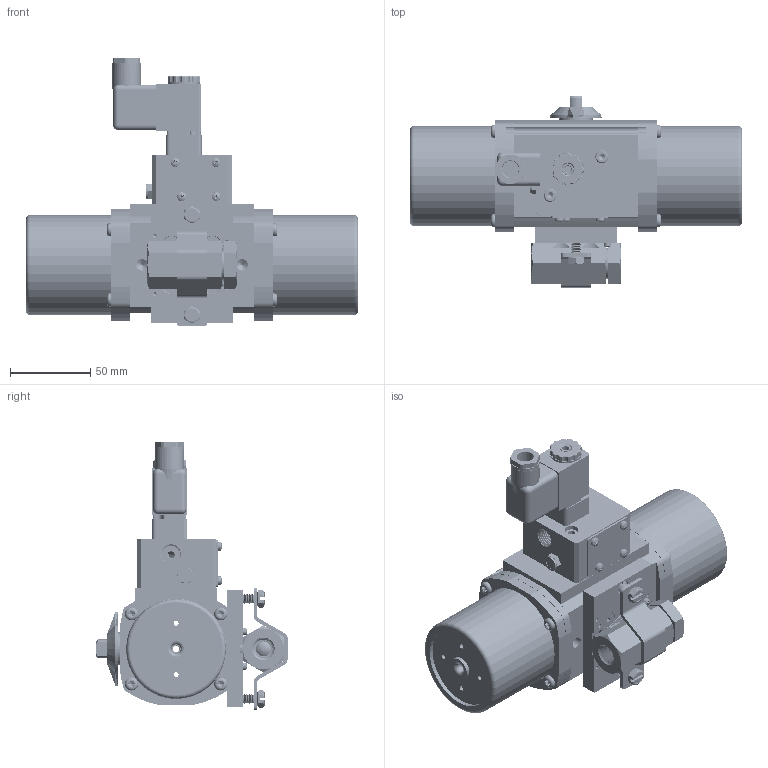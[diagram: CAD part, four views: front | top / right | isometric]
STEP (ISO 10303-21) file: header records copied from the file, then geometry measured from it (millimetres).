
FILE_DESCRIPTION (( 'STEP AP203' ), '1' );
FILE_NAME ('84MXXA512SR3GPDS.step', '2018-05-01T11:16:02', ( '' ), ( '' ), 'SwSTEP 2.0', 'SolidWorks 2017', '' );
FILE_SCHEMA (( 'CONFIG_CONTROL_DESIGN' ));
Length unit declared in the file: inch
Products named in the file (1): 84MXXA512SR3GPDS
Bounding box: 206.38 x 118.74 x 166.86 mm (x, y, z)
Volume: 537105.3 mm3; surface area: 235068.7 mm2
Topology: 62 solids, 62 shells, 4860 faces, 12688 edges, 7942 vertices
Faces by surface type: cylinder 2445, cone 1306, plane 779, torus 182, bspline 130, sphere 18
Entity records: 191297 total; most frequent: CARTESIAN_POINT 76693, ORIENTED_EDGE 25060, DIRECTION 24017, EDGE_CURVE 12530, AXIS2_PLACEMENT_3D 9644, VERTEX_POINT 7938, EDGE_LOOP 5214, CIRCLE 4913
